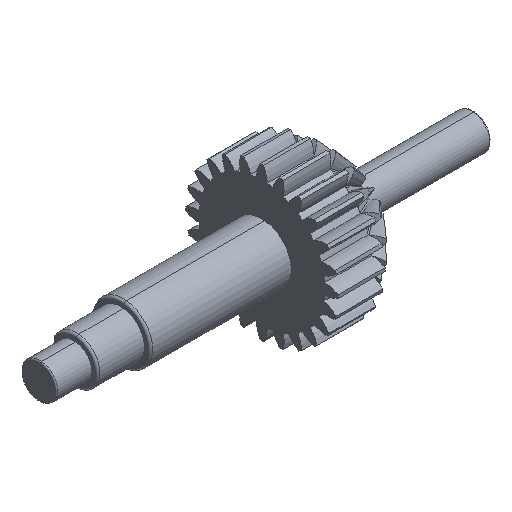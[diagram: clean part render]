
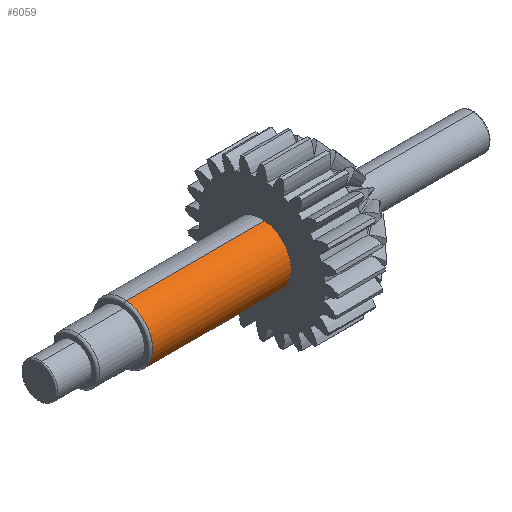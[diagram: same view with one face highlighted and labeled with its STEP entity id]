
A CAD part, isometric view. The second image highlights one B-rep face of the part: STEP entity #6059.
In plain terms, the highlighted cylindrical face has radius 2.5 mm (diameter 5 mm), a partial arc.
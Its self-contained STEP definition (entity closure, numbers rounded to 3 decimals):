
#235 = DIRECTION ( 'NONE',  ( 0., 0., 1. ) ) ;
#271 = CARTESIAN_POINT ( 'NONE',  ( 19., 0., 0. ) ) ;
#1203 = AXIS2_PLACEMENT_3D ( 'NONE', #271, #4511, #235 ) ;
#1690 = EDGE_CURVE ( 'NONE', #10443, #5459, #3207, .T. ) ;
#1737 = CARTESIAN_POINT ( 'NONE',  ( 7.2, 0., -2.5 ) ) ;
#1797 = AXIS2_PLACEMENT_3D ( 'NONE', #2917, #3762, #8007 ) ;
#1966 = CARTESIAN_POINT ( 'NONE',  ( 7.2, 0., 0. ) ) ;
#2011 = CYLINDRICAL_SURFACE ( 'NONE', #1797, 2.5 ) ;
#2176 = VERTEX_POINT ( 'NONE', #2748 ) ;
#2748 = CARTESIAN_POINT ( 'NONE',  ( 7.2, 0., 2.5 ) ) ;
#2917 = CARTESIAN_POINT ( 'NONE',  ( 19., 0., 0. ) ) ;
#2953 = FACE_OUTER_BOUND ( 'NONE', #9786, .T. ) ;
#3096 = CIRCLE ( 'NONE', #8968, 2.5 ) ;
#3207 = LINE ( 'NONE', #6486, #9814 ) ;
#3420 = CARTESIAN_POINT ( 'NONE',  ( 19., 0., -2.5 ) ) ;
#3504 = VECTOR ( 'NONE', #10721, 1000. ) ;
#3762 = DIRECTION ( 'NONE',  ( -1., 0., 0. ) ) ;
#3812 = EDGE_CURVE ( 'NONE', #5326, #2176, #6615, .T. ) ;
#3881 = ORIENTED_EDGE ( 'NONE', *, *, #4316, .T. ) ;
#4316 = EDGE_CURVE ( 'NONE', #10443, #5326, #6201, .T. ) ;
#4511 = DIRECTION ( 'NONE',  ( -1., 0., 0. ) ) ;
#4638 = DIRECTION ( 'NONE',  ( 0., 0., 1. ) ) ;
#5276 = CARTESIAN_POINT ( 'NONE',  ( 19., 0., 2.5 ) ) ;
#5326 = VERTEX_POINT ( 'NONE', #5276 ) ;
#5459 = VERTEX_POINT ( 'NONE', #1737 ) ;
#6043 = EDGE_CURVE ( 'NONE', #2176, #5459, #3096, .T. ) ;
#6059 = ADVANCED_FACE ( 'NONE', ( #2953 ), #2011, .T. ) ;
#6201 = CIRCLE ( 'NONE', #1203, 2.5 ) ;
#6247 = ORIENTED_EDGE ( 'NONE', *, *, #6043, .T. ) ;
#6377 = DIRECTION ( 'NONE',  ( -1., 0., 0. ) ) ;
#6486 = CARTESIAN_POINT ( 'NONE',  ( 19., 0., -2.5 ) ) ;
#6608 = ORIENTED_EDGE ( 'NONE', *, *, #3812, .T. ) ;
#6615 = LINE ( 'NONE', #9862, #3504 ) ;
#6674 = ORIENTED_EDGE ( 'NONE', *, *, #1690, .F. ) ;
#8007 = DIRECTION ( 'NONE',  ( 0., 0., 1. ) ) ;
#8853 = DIRECTION ( 'NONE',  ( 1., 0., 0. ) ) ;
#8968 = AXIS2_PLACEMENT_3D ( 'NONE', #1966, #8853, #4638 ) ;
#9786 = EDGE_LOOP ( 'NONE', ( #6674, #3881, #6608, #6247 ) ) ;
#9814 = VECTOR ( 'NONE', #6377, 1000. ) ;
#9862 = CARTESIAN_POINT ( 'NONE',  ( 19., 0., 2.5 ) ) ;
#10443 = VERTEX_POINT ( 'NONE', #3420 ) ;
#10721 = DIRECTION ( 'NONE',  ( -1., 0., 0. ) ) ;
